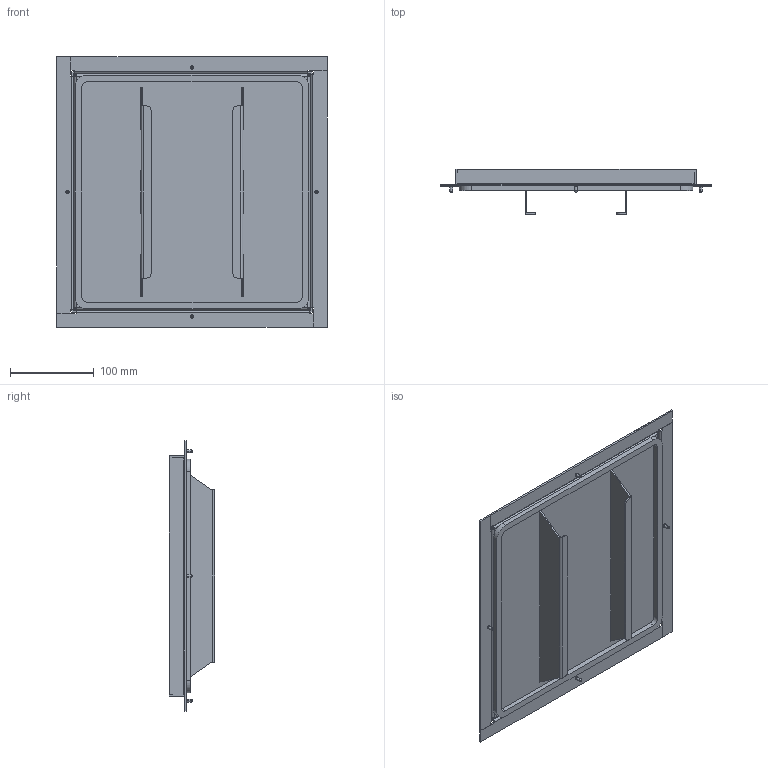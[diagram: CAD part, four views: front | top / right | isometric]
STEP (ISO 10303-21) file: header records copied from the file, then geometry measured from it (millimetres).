
FILE_DESCRIPTION (( 'STEP AP214' ), '1' );
FILE_NAME ('7405896.STEP', '2019-12-02T08:01:49', ( '' ), ( '' ), 'SwSTEP 2.0', 'SolidWorks 2018', '' );
FILE_SCHEMA (( 'AUTOMOTIVE_DESIGN' ));
Length unit declared in the file: millimetre
Products named in the file (8): P_42994A_1_Standard; 40546AA_39409814_250_H=20_VA; 40466AB_H= 19mm_VA; 35104330_Standard; 079347_XXXXXXXXT1_H= 19mm_VA; 7405896; 43812AA_Standard; 43816AA_Standard
Assembly tree (14 placements, depth 3):
  7405896
    40466AB_H= 19mm_VA
      079347_XXXXXXXXT1_H= 19mm_VA
      43816AA_Standard  x2
      43812AA_Standard
    40546AA_39409814_250_H=20_VA  x4
    P_42994A_1_Standard
    35104330_Standard  x4
Bounding box: 323.8 x 54 x 323.8 mm (x, y, z)
Volume: 678646.1 mm3; surface area: 522531.4 mm2
Topology: 13 solids, 13 shells, 410 faces, 980 edges, 600 vertices
Faces by surface type: plane 306, cylinder 64, torus 24, cone 16
Entity records: 6152 total; most frequent: CARTESIAN_POINT 1011, DIRECTION 998, ORIENTED_EDGE 980, EDGE_CURVE 490, VECTOR 416, LINE 416, VERTEX_POINT 304, AXIS2_PLACEMENT_3D 291
